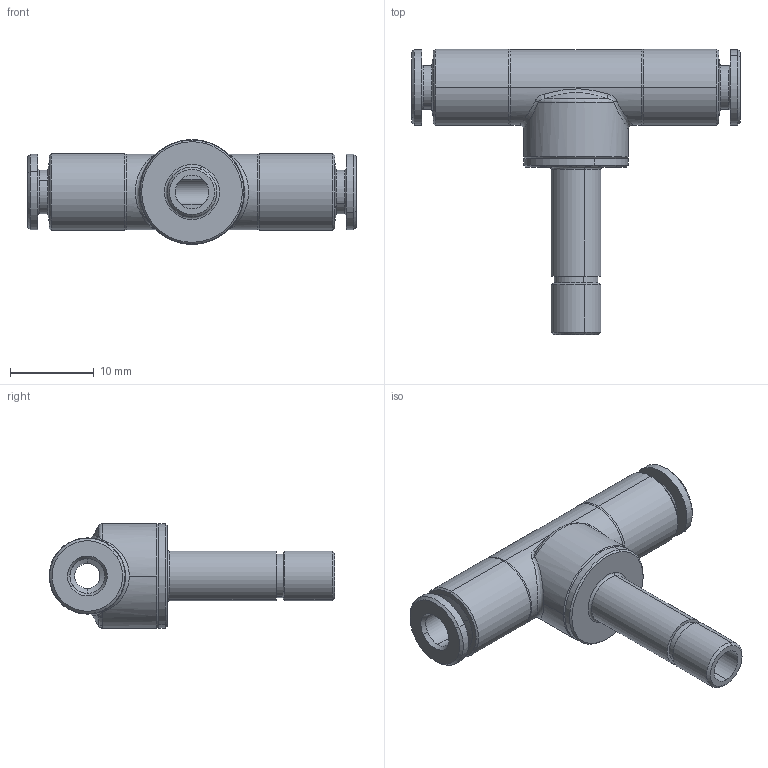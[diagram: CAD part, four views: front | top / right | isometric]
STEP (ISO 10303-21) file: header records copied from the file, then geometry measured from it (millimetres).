
FILE_DESCRIPTION(( 'MA.44.04.06.STEP' ), '1');
FILE_NAME( 'MA.44.04.06.STEP', '2018-10-01T14:58:41',( 'Sopra'),('sopra-pneumatic.com'), 'SwSTEP 2.0','SolidWorks 2009','' );
FILE_SCHEMA (( 'CONFIG_CONTROL_DESIGN' ));
Length unit declared in the file: millimetre
Products named in the file (1): A0341030
Bounding box: 39.2 x 34.05 x 12.5 mm (x, y, z)
Volume: 2913.5 mm3; surface area: 2791.4 mm2
Topology: 1 solids, 1 shells, 95 faces, 204 edges, 118 vertices
Faces by surface type: cone 34, cylinder 33, plane 12, torus 8, bspline 8
Entity records: 3127 total; most frequent: CARTESIAN_POINT 970, DIRECTION 476, ORIENTED_EDGE 408, EDGE_CURVE 204, AXIS2_PLACEMENT_3D 204, VERTEX_POINT 118, CIRCLE 116, EDGE_LOOP 106
